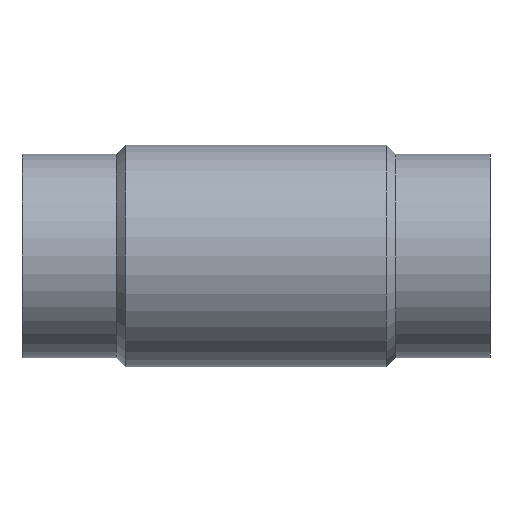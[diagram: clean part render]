
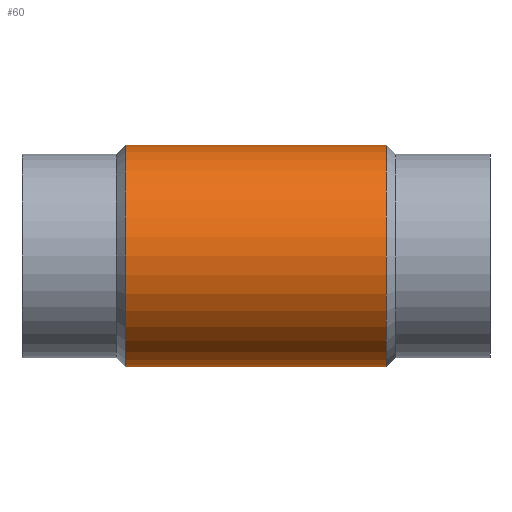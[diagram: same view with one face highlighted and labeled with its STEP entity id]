
A CAD part, front view. The second image highlights one B-rep face of the part: STEP entity #60.
In plain terms, the highlighted cylindrical face has radius 60 mm (diameter 120 mm), a full revolution.
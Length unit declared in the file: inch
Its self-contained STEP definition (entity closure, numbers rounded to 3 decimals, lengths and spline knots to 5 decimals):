
#7 = CIRCLE ( 'NONE', #217, 2.3622 ) ;
#58 = CARTESIAN_POINT ( 'NONE',  ( 1.74817, 11.3468, 15.06715 ) ) ;
#60 = ADVANCED_FACE ( 'NONE', ( #95, #499, #579 ), #483, .T. ) ;
#65 = DIRECTION ( 'NONE',  ( 1., 0., 0. ) ) ;
#66 = ORIENTED_EDGE ( 'NONE', *, *, #172, .T. ) ;
#95 = FACE_BOUND ( 'NONE', #180, .T. ) ;
#120 = CARTESIAN_POINT ( 'NONE',  ( -0.20065, 6.62239, 12.70494 ) ) ;
#122 = AXIS2_PLACEMENT_3D ( 'NONE', #120, #466, #165 ) ;
#138 =( BOUNDED_CURVE ( )  B_SPLINE_CURVE ( 3, ( #611, #422, #265, #592 ),
 .UNSPECIFIED., .F., .T. ) 
 B_SPLINE_CURVE_WITH_KNOTS ( ( 4, 4 ),
 ( 1.5708, 4.71239 ),
 .UNSPECIFIED. ) 
 CURVE ( )  GEOMETRIC_REPRESENTATION_ITEM ( )  RATIONAL_B_SPLINE_CURVE ( ( 1., 0.333, 0.333, 1. ) ) 
 REPRESENTATION_ITEM ( '' )  );
#142 = CARTESIAN_POINT ( 'NONE',  ( -0.20065, 8.98459, 12.70494 ) ) ;
#154 = CARTESIAN_POINT ( 'NONE',  ( 1.74817, 11.3468, 10.34274 ) ) ;
#165 = DIRECTION ( 'NONE',  ( 0., 1., 0. ) ) ;
#167 = ORIENTED_EDGE ( 'NONE', *, *, #361, .F. ) ;
#172 = EDGE_CURVE ( 'NONE', #364, #187, #138, .T. ) ;
#180 = EDGE_LOOP ( 'NONE', ( #66, #503 ) ) ;
#187 = VERTEX_POINT ( 'NONE', #487 ) ;
#217 = AXIS2_PLACEMENT_3D ( 'NONE', #559, #262, #608 ) ;
#227 =( BOUNDED_CURVE ( )  B_SPLINE_CURVE ( 3, ( #396, #154, #58, #454 ),
 .UNSPECIFIED., .F., .T. ) 
 B_SPLINE_CURVE_WITH_KNOTS ( ( 4, 4 ),
 ( 1.5708, 4.71239 ),
 .UNSPECIFIED. ) 
 CURVE ( )  GEOMETRIC_REPRESENTATION_ITEM ( )  RATIONAL_B_SPLINE_CURVE ( ( 1., 0.333, 0.333, 1. ) ) 
 REPRESENTATION_ITEM ( '' )  );
#257 = VERTEX_POINT ( 'NONE', #581 ) ;
#260 = CARTESIAN_POINT ( 'NONE',  ( -2.97624, 6.62239, 12.70494 ) ) ;
#262 = DIRECTION ( 'NONE',  ( -1., 0., 0. ) ) ;
#265 = CARTESIAN_POINT ( 'NONE',  ( -7.70065, 11.3468, 10.34274 ) ) ;
#328 = EDGE_LOOP ( 'NONE', ( #384 ) ) ;
#335 = EDGE_CURVE ( 'NONE', #452, #452, #421, .T. ) ;
#361 = EDGE_CURVE ( 'NONE', #257, #257, #7, .T. ) ;
#364 = VERTEX_POINT ( 'NONE', #473 ) ;
#384 = ORIENTED_EDGE ( 'NONE', *, *, #335, .F. ) ;
#396 = CARTESIAN_POINT ( 'NONE',  ( -2.97624, 6.62239, 10.34274 ) ) ;
#404 = EDGE_CURVE ( 'NONE', #187, #364, #227, .T. ) ;
#421 = CIRCLE ( 'NONE', #122, 2.3622 ) ;
#422 = CARTESIAN_POINT ( 'NONE',  ( -7.70065, 11.3468, 15.06715 ) ) ;
#449 = EDGE_LOOP ( 'NONE', ( #167 ) ) ;
#452 = VERTEX_POINT ( 'NONE', #142 ) ;
#454 = CARTESIAN_POINT ( 'NONE',  ( -2.97624, 6.62239, 15.06715 ) ) ;
#466 = DIRECTION ( 'NONE',  ( 1., 0., 0. ) ) ;
#473 = CARTESIAN_POINT ( 'NONE',  ( -2.97624, 6.62239, 15.06715 ) ) ;
#483 = CYLINDRICAL_SURFACE ( 'NONE', #494, 2.3622 ) ;
#487 = CARTESIAN_POINT ( 'NONE',  ( -2.97624, 6.62239, 10.34274 ) ) ;
#494 = AXIS2_PLACEMENT_3D ( 'NONE', #260, #65, #518 ) ;
#499 = FACE_OUTER_BOUND ( 'NONE', #449, .T. ) ;
#503 = ORIENTED_EDGE ( 'NONE', *, *, #404, .T. ) ;
#518 = DIRECTION ( 'NONE',  ( 0., 0., -1. ) ) ;
#559 = CARTESIAN_POINT ( 'NONE',  ( -5.75183, 6.62239, 12.70494 ) ) ;
#579 = FACE_OUTER_BOUND ( 'NONE', #328, .T. ) ;
#581 = CARTESIAN_POINT ( 'NONE',  ( -5.75183, 8.98459, 12.70494 ) ) ;
#592 = CARTESIAN_POINT ( 'NONE',  ( -2.97624, 6.62239, 10.34274 ) ) ;
#608 = DIRECTION ( 'NONE',  ( 0., 1., 0. ) ) ;
#611 = CARTESIAN_POINT ( 'NONE',  ( -2.97624, 6.62239, 15.06715 ) ) ;
